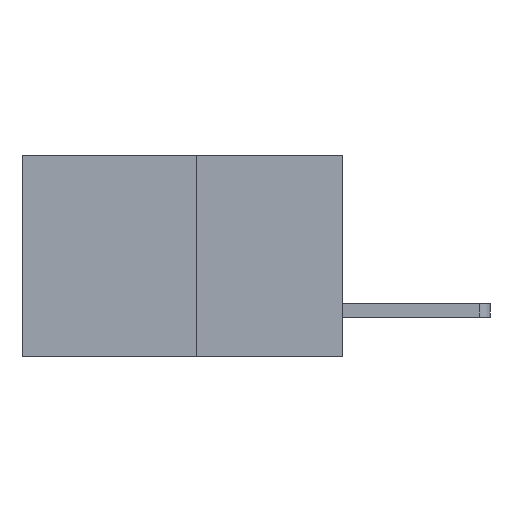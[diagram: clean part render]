
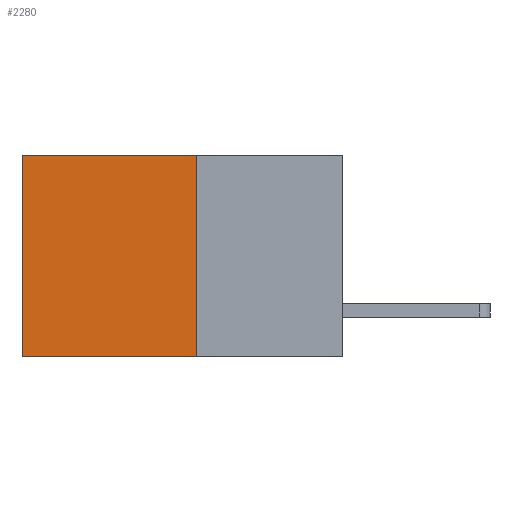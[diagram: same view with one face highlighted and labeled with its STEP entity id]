
A CAD part, left-side view. The second image highlights one B-rep face of the part: STEP entity #2280.
In plain terms, the highlighted planar face has unit normal (-1, 0, 0).
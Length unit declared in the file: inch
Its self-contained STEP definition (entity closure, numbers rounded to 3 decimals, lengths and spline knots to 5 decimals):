
#629 = LINE ( 'NONE', #1453, #5814 ) ;
#815 = VERTEX_POINT ( 'NONE', #2877 ) ;
#1381 = FACE_OUTER_BOUND ( 'NONE', #7758, .T. ) ;
#1405 = LINE ( 'NONE', #3818, #4802 ) ;
#1453 = CARTESIAN_POINT ( 'NONE',  ( 0.277, 0.59, -0.37 ) ) ;
#1529 = VERTEX_POINT ( 'NONE', #6911 ) ;
#1687 = EDGE_CURVE ( 'NONE', #2622, #5941, #4357, .T. ) ;
#1766 = VECTOR ( 'NONE', #8828, 39.37008 ) ;
#1972 = LINE ( 'NONE', #4062, #1766 ) ;
#2271 = DIRECTION ( 'NONE',  ( 0., 0., -1. ) ) ;
#2280 = ADVANCED_FACE ( 'NONE', ( #1381 ), #3620, .F. ) ;
#2622 = VERTEX_POINT ( 'NONE', #5417 ) ;
#2877 = CARTESIAN_POINT ( 'NONE',  ( 0.277, 0.59, -0.37 ) ) ;
#2955 = ORIENTED_EDGE ( 'NONE', *, *, #1687, .T. ) ;
#3594 = ORIENTED_EDGE ( 'NONE', *, *, #4218, .T. ) ;
#3620 = PLANE ( 'NONE',  #6097 ) ;
#3818 = CARTESIAN_POINT ( 'NONE',  ( 0.277, 0.27, -0.37 ) ) ;
#4005 = CARTESIAN_POINT ( 'NONE',  ( 0.277, 0.59, 0. ) ) ;
#4036 = ORIENTED_EDGE ( 'NONE', *, *, #7688, .F. ) ;
#4062 = CARTESIAN_POINT ( 'NONE',  ( 0.277, 0.27, -0.37 ) ) ;
#4218 = EDGE_CURVE ( 'NONE', #5941, #815, #629, .T. ) ;
#4357 = LINE ( 'NONE', #7743, #5931 ) ;
#4509 = DIRECTION ( 'NONE',  ( 0., 0., -1. ) ) ;
#4736 = EDGE_CURVE ( 'NONE', #1529, #815, #1972, .T. ) ;
#4802 = VECTOR ( 'NONE', #4509, 39.37008 ) ;
#4983 = CARTESIAN_POINT ( 'NONE',  ( 0.277, 0.27, -0.37 ) ) ;
#5417 = CARTESIAN_POINT ( 'NONE',  ( 0.277, 0.27, 0. ) ) ;
#5515 = DIRECTION ( 'NONE',  ( 0., 0., -1. ) ) ;
#5814 = VECTOR ( 'NONE', #5515, 39.37008 ) ;
#5931 = VECTOR ( 'NONE', #8454, 39.37008 ) ;
#5941 = VERTEX_POINT ( 'NONE', #4005 ) ;
#6097 = AXIS2_PLACEMENT_3D ( 'NONE', #4983, #6352, #2271 ) ;
#6352 = DIRECTION ( 'NONE',  ( 1., 0., 0. ) ) ;
#6911 = CARTESIAN_POINT ( 'NONE',  ( 0.277, 0.27, -0.37 ) ) ;
#7688 = EDGE_CURVE ( 'NONE', #2622, #1529, #1405, .T. ) ;
#7743 = CARTESIAN_POINT ( 'NONE',  ( 0.277, 0.27, 0. ) ) ;
#7758 = EDGE_LOOP ( 'NONE', ( #3594, #8716, #4036, #2955 ) ) ;
#8454 = DIRECTION ( 'NONE',  ( 0., 1., 0. ) ) ;
#8716 = ORIENTED_EDGE ( 'NONE', *, *, #4736, .F. ) ;
#8828 = DIRECTION ( 'NONE',  ( 0., 1., 0. ) ) ;
